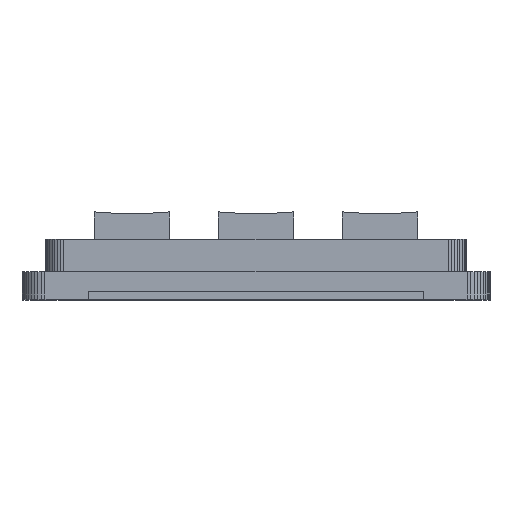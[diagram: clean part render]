
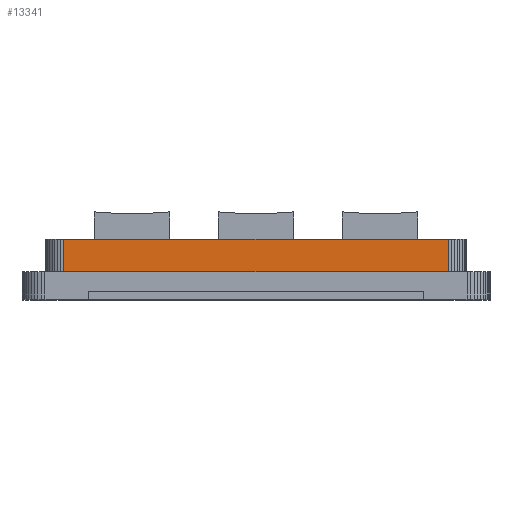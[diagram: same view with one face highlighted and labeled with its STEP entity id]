
A CAD part, top view. The second image highlights one B-rep face of the part: STEP entity #13341.
In plain terms, the highlighted planar face has unit normal (0, 0, 1).
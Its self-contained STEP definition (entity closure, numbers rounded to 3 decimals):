
#272 = VERTEX_POINT('',#273);
#273 = CARTESIAN_POINT('',(46.35,3.,60.02));
#279 = EDGE_CURVE('',#272,#280,#282,.T.);
#280 = VERTEX_POINT('',#281);
#281 = CARTESIAN_POINT('',(4.55,3.,60.02));
#282 = LINE('',#283,#284);
#283 = CARTESIAN_POINT('',(46.35,3.,60.02));
#284 = VECTOR('',#285,1.);
#285 = DIRECTION('',(-1.,0.,0.));
#6714 = VERTEX_POINT('',#6715);
#6715 = CARTESIAN_POINT('',(4.55,6.5,60.02));
#6721 = EDGE_CURVE('',#6714,#6722,#6724,.T.);
#6722 = VERTEX_POINT('',#6723);
#6723 = CARTESIAN_POINT('',(46.35,6.5,60.02));
#6724 = LINE('',#6725,#6726);
#6725 = CARTESIAN_POINT('',(4.55,6.5,60.02));
#6726 = VECTOR('',#6727,1.);
#6727 = DIRECTION('',(1.,0.,0.));
#12699 = EDGE_CURVE('',#6722,#272,#12700,.T.);
#12700 = LINE('',#12701,#12702);
#12701 = CARTESIAN_POINT('',(46.35,6.5,60.02));
#12702 = VECTOR('',#12703,1.);
#12703 = DIRECTION('',(0.,-1.,0.));
#13330 = EDGE_CURVE('',#280,#6714,#13331,.T.);
#13331 = LINE('',#13332,#13333);
#13332 = CARTESIAN_POINT('',(4.55,3.,60.02));
#13333 = VECTOR('',#13334,1.);
#13334 = DIRECTION('',(0.,1.,0.));
#13341 = ADVANCED_FACE('',(#13342),#13348,.T.);
#13342 = FACE_BOUND('',#13343,.T.);
#13343 = EDGE_LOOP('',(#13344,#13345,#13346,#13347));
#13344 = ORIENTED_EDGE('',*,*,#6721,.F.);
#13345 = ORIENTED_EDGE('',*,*,#13330,.F.);
#13346 = ORIENTED_EDGE('',*,*,#279,.F.);
#13347 = ORIENTED_EDGE('',*,*,#12699,.F.);
#13348 = PLANE('',#13349);
#13349 = AXIS2_PLACEMENT_3D('',#13350,#13351,#13352);
#13350 = CARTESIAN_POINT('',(25.45,4.75,60.02));
#13351 = DIRECTION('',(0.,0.,1.));
#13352 = DIRECTION('',(1.,0.,-0.));
